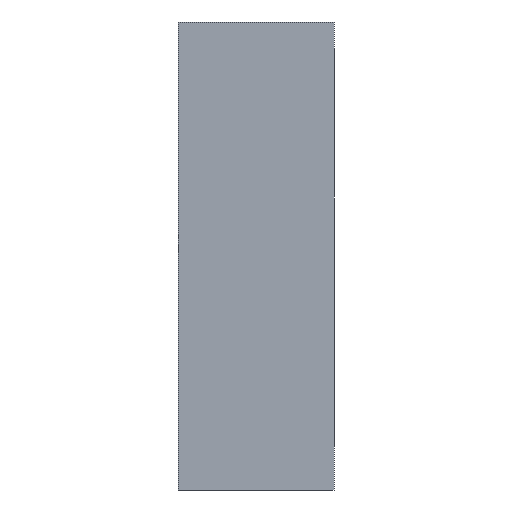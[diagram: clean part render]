
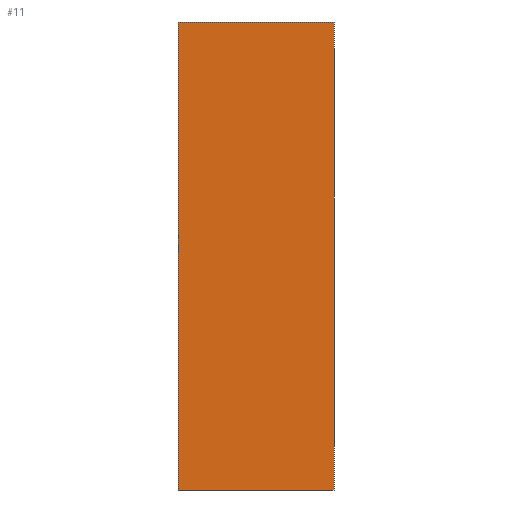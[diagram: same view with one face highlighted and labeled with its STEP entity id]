
A CAD part, left-side view. The second image highlights one B-rep face of the part: STEP entity #11.
In plain terms, the highlighted planar face has unit normal (-1, 0, 0).
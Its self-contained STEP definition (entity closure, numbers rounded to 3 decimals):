
#11 = ADVANCED_FACE ( 'NONE', ( #176 ), #104, .F. ) ;
#17 = ORIENTED_EDGE ( 'NONE', *, *, #236, .F. ) ;
#21 = VERTEX_POINT ( 'NONE', #54 ) ;
#29 = DIRECTION ( 'NONE',  ( 0., 0., -1. ) ) ;
#30 = LINE ( 'NONE', #160, #328 ) ;
#39 = ORIENTED_EDGE ( 'NONE', *, *, #189, .F. ) ;
#41 = ORIENTED_EDGE ( 'NONE', *, *, #315, .T. ) ;
#52 = CARTESIAN_POINT ( 'NONE',  ( -95., 35., 52.5 ) ) ;
#54 = CARTESIAN_POINT ( 'NONE',  ( -95., 0., 52.5 ) ) ;
#91 = DIRECTION ( 'NONE',  ( 0., 0., 1. ) ) ;
#94 = CARTESIAN_POINT ( 'NONE',  ( -95., 35., 52.5 ) ) ;
#100 = CARTESIAN_POINT ( 'NONE',  ( -95., 35., -52.5 ) ) ;
#104 = PLANE ( 'NONE',  #154 ) ;
#121 = VERTEX_POINT ( 'NONE', #52 ) ;
#130 = CARTESIAN_POINT ( 'NONE',  ( -95., 0., 52.5 ) ) ;
#132 = CARTESIAN_POINT ( 'NONE',  ( -95., 35., 52.5 ) ) ;
#135 = LINE ( 'NONE', #94, #172 ) ;
#136 = EDGE_CURVE ( 'NONE', #223, #21, #181, .T. ) ;
#147 = DIRECTION ( 'NONE',  ( 0., -1., 0. ) ) ;
#154 = AXIS2_PLACEMENT_3D ( 'NONE', #132, #316, #29 ) ;
#159 = VECTOR ( 'NONE', #280, 1000. ) ;
#160 = CARTESIAN_POINT ( 'NONE',  ( -95., 35., 52.5 ) ) ;
#169 = LINE ( 'NONE', #100, #159 ) ;
#172 = VECTOR ( 'NONE', #147, 1000. ) ;
#176 = FACE_OUTER_BOUND ( 'NONE', #291, .T. ) ;
#181 = LINE ( 'NONE', #130, #324 ) ;
#183 = ORIENTED_EDGE ( 'NONE', *, *, #136, .T. ) ;
#189 = EDGE_CURVE ( 'NONE', #248, #121, #30, .T. ) ;
#223 = VERTEX_POINT ( 'NONE', #320 ) ;
#231 = DIRECTION ( 'NONE',  ( 0., 0., 1. ) ) ;
#236 = EDGE_CURVE ( 'NONE', #121, #21, #135, .T. ) ;
#248 = VERTEX_POINT ( 'NONE', #307 ) ;
#280 = DIRECTION ( 'NONE',  ( 0., -1., 0. ) ) ;
#291 = EDGE_LOOP ( 'NONE', ( #183, #17, #39, #41 ) ) ;
#307 = CARTESIAN_POINT ( 'NONE',  ( -95., 35., -52.5 ) ) ;
#315 = EDGE_CURVE ( 'NONE', #248, #223, #169, .T. ) ;
#316 = DIRECTION ( 'NONE',  ( 1., 0., 0. ) ) ;
#320 = CARTESIAN_POINT ( 'NONE',  ( -95., 0., -52.5 ) ) ;
#324 = VECTOR ( 'NONE', #231, 1000. ) ;
#328 = VECTOR ( 'NONE', #91, 1000. ) ;
